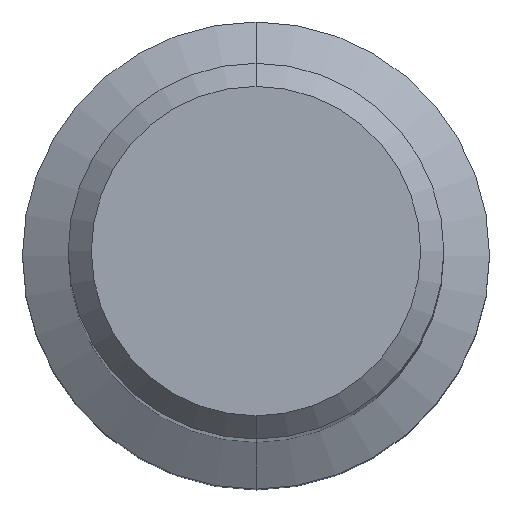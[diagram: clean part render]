
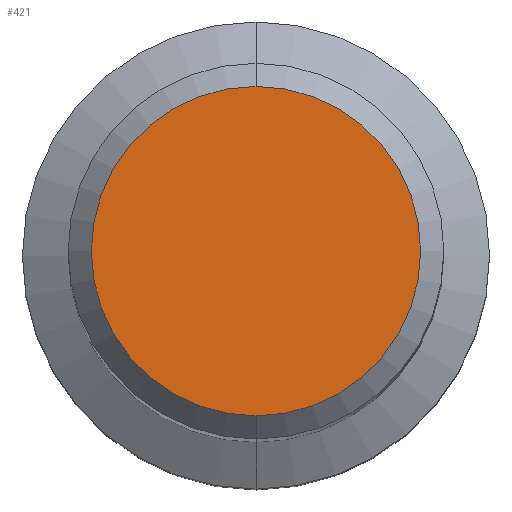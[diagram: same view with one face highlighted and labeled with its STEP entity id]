
A CAD part, top view. The second image highlights one B-rep face of the part: STEP entity #421.
In plain terms, the highlighted planar face has unit normal (0, 0, 1).
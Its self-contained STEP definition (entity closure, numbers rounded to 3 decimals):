
#225=VERTEX_POINT('',#614);
#371=EDGE_CURVE('',#225,#457,#770,.T.);
#421=ADVANCED_FACE('',(#827),#828,.T.);
#457=VERTEX_POINT('',#869);
#569=EDGE_CURVE('',#457,#225,#992,.T.);
#614=CARTESIAN_POINT('',(0.0,8.461,0.0));
#770=CIRCLE('',#1439,8.461);
#827=FACE_OUTER_BOUND('',#1533,.T.);
#828=PLANE('',#1534);
#869=CARTESIAN_POINT('',(0.,-8.461,0.0));
#992=CIRCLE('',#1816,8.461);
#1439=AXIS2_PLACEMENT_3D('',#2006,#2007,#2008);
#1533=EDGE_LOOP('',(#2093,#2094));
#1534=AXIS2_PLACEMENT_3D('',#2095,#2096,#2097);
#1816=AXIS2_PLACEMENT_3D('',#2277,#2278,#2279);
#2006=CARTESIAN_POINT('',(0.0,0.0,0.0));
#2007=DIRECTION('',(0.0,0.0,-1.0));
#2008=DIRECTION('',(0.0,1.0,0.0));
#2093=ORIENTED_EDGE('',*,*,#371,.F.);
#2094=ORIENTED_EDGE('',*,*,#569,.F.);
#2095=CARTESIAN_POINT('',(0.0,4.231,0.0));
#2096=DIRECTION('',(-0.0,0.0,1.0));
#2097=DIRECTION('',(0.0,-1.0,0.0));
#2277=CARTESIAN_POINT('',(0.0,0.0,0.0));
#2278=DIRECTION('',(0.0,0.0,-1.0));
#2279=DIRECTION('',(0.0,1.0,0.0));
